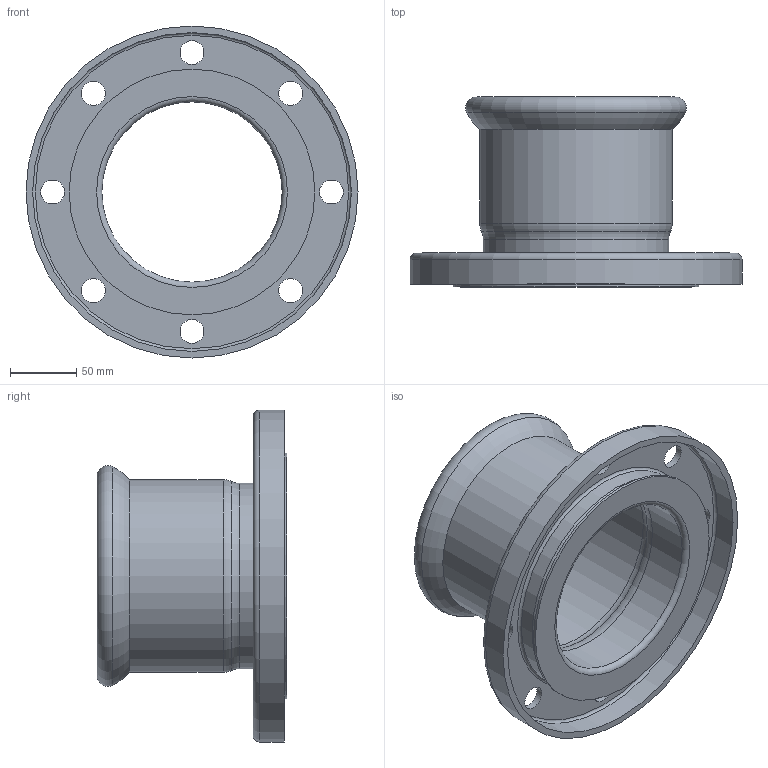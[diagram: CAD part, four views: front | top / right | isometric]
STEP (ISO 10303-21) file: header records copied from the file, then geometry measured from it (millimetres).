
FILE_DESCRIPTION(/* description */ (''),/* implementation_level */ '2;1');
FILE_NAME(/* name */ '193139001_Inoxpres.stp',/* time_stamp */ '2022-10-12T12:20:32+02:00',/* author */ ('Vault'),/* organization */ ('Raccorderie metalliche s.p.a.'),/* preprocessor_version */ 'ST-DEVELOPER v18.1',/* originating_system */ 'Autodesk Inventor 2020',/* authorisation */ 'Raccorderie metalliche s.p.a.');
FILE_SCHEMA (('AUTOMOTIVE_DESIGN { 1 0 10303 214 3 1 1 }'));
Length unit declared in the file: millimetre
Products named in the file (1): 193139001_Inoxpres
Bounding box: 250 x 143 x 250 mm (x, y, z)
Volume: 498688.6 mm3; surface area: 259025.5 mm2
Topology: 1 solids, 1 shells, 44 faces, 153 edges, 117 vertices
Faces by surface type: cylinder 20, torus 16, plane 8
Full cylindrical faces by diameter (mm): 18 x8, 135.7 x1, 139.7 x1, 141 x1, 142.5 x2, 145 x2, 168 x1, 178 x1, 185 x1, 240 x1, 250 x1
Entity records: 1896 total; most frequent: DIRECTION 376, CARTESIAN_POINT 315, ORIENTED_EDGE 306, AXIS2_PLACEMENT_3D 178, EDGE_CURVE 153, CIRCLE 133, VERTEX_POINT 117, EDGE_LOOP 68
